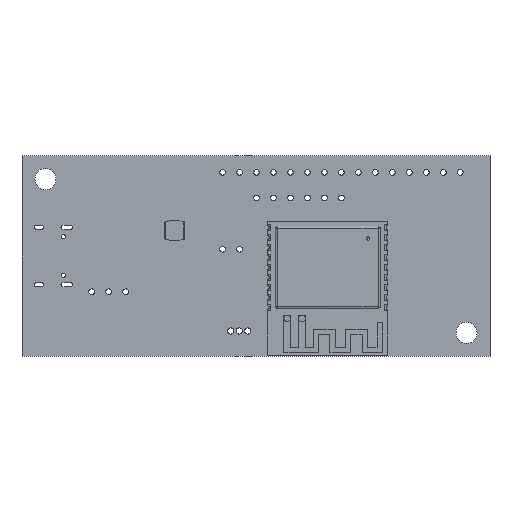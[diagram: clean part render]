
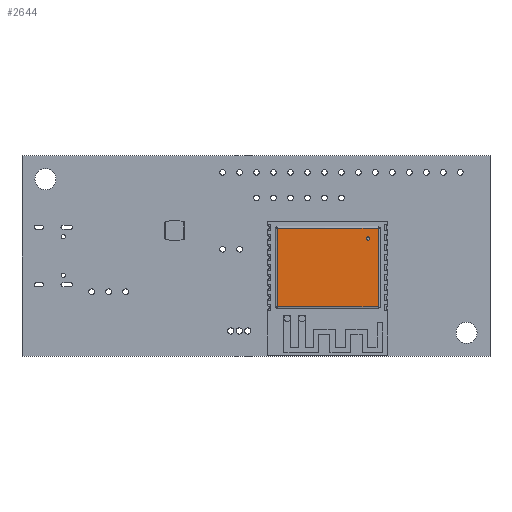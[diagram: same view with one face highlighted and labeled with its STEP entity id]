
A CAD part, top view. The second image highlights one B-rep face of the part: STEP entity #2644.
In plain terms, the highlighted face is planar.
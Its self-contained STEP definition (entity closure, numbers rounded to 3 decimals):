
#2644 = ADVANCED_FACE('',(#2645,#2656),#2690,.T.);
#2645 = FACE_BOUND('',#2646,.T.);
#2646 = EDGE_LOOP('',(#2647));
#2647 = ORIENTED_EDGE('',*,*,#2648,.F.);
#2648 = EDGE_CURVE('',#2649,#2649,#2651,.T.);
#2649 = VERTEX_POINT('',#2650);
#2650 = CARTESIAN_POINT('',(-6.05,3.35,7.69));
#2651 = CIRCLE('',#2652,0.25);
#2652 = AXIS2_PLACEMENT_3D('',#2653,#2654,#2655);
#2653 = CARTESIAN_POINT('',(-6.05,3.35,7.44));
#2654 = DIRECTION('',(0.,1.,0.));
#2655 = DIRECTION('',(0.,-0.,1.));
#2656 = FACE_BOUND('',#2657,.T.);
#2657 = EDGE_LOOP('',(#2658,#2668,#2676,#2684));
#2658 = ORIENTED_EDGE('',*,*,#2659,.T.);
#2659 = EDGE_CURVE('',#2660,#2662,#2664,.T.);
#2660 = VERTEX_POINT('',#2661);
#2661 = CARTESIAN_POINT('',(7.55,3.35,8.99));
#2662 = VERTEX_POINT('',#2663);
#2663 = CARTESIAN_POINT('',(7.55,3.35,-2.78));
#2664 = LINE('',#2665,#2666);
#2665 = CARTESIAN_POINT('',(7.55,3.35,9.083));
#2666 = VECTOR('',#2667,1.);
#2667 = DIRECTION('',(-0.,-0.,-1.));
#2668 = ORIENTED_EDGE('',*,*,#2669,.T.);
#2669 = EDGE_CURVE('',#2662,#2670,#2672,.T.);
#2670 = VERTEX_POINT('',#2671);
#2671 = CARTESIAN_POINT('',(-7.55,3.35,-2.78));
#2672 = LINE('',#2673,#2674);
#2673 = CARTESIAN_POINT('',(7.643,3.35,-2.78));
#2674 = VECTOR('',#2675,1.);
#2675 = DIRECTION('',(-1.,0.,0.));
#2676 = ORIENTED_EDGE('',*,*,#2677,.T.);
#2677 = EDGE_CURVE('',#2670,#2678,#2680,.T.);
#2678 = VERTEX_POINT('',#2679);
#2679 = CARTESIAN_POINT('',(-7.55,3.35,8.99));
#2680 = LINE('',#2681,#2682);
#2681 = CARTESIAN_POINT('',(-7.55,3.35,-2.873));
#2682 = VECTOR('',#2683,1.);
#2683 = DIRECTION('',(-0.,-0.,1.));
#2684 = ORIENTED_EDGE('',*,*,#2685,.T.);
#2685 = EDGE_CURVE('',#2678,#2660,#2686,.T.);
#2686 = LINE('',#2687,#2688);
#2687 = CARTESIAN_POINT('',(-7.643,3.35,8.99));
#2688 = VECTOR('',#2689,1.);
#2689 = DIRECTION('',(1.,0.,0.));
#2690 = PLANE('',#2691);
#2691 = AXIS2_PLACEMENT_3D('',#2692,#2693,#2694);
#2692 = CARTESIAN_POINT('',(0.,3.35,0.));
#2693 = DIRECTION('',(0.,1.,0.));
#2694 = DIRECTION('',(0.,-0.,1.));
